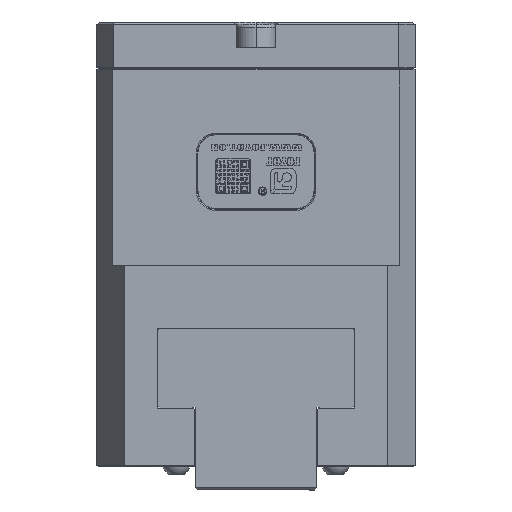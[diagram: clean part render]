
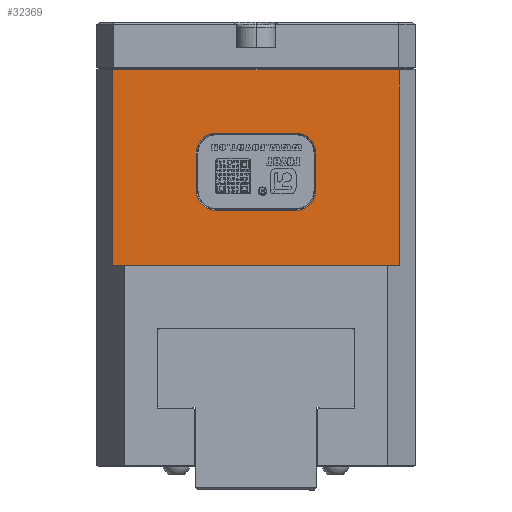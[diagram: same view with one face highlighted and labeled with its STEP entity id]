
A CAD part, left-side view. The second image highlights one B-rep face of the part: STEP entity #32369.
In plain terms, the highlighted planar face has unit normal (-1, 0, 0).
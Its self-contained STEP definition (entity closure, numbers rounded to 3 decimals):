
#236 = CARTESIAN_POINT ( 'NONE',  ( -58., -8.5, 54.75 ) ) ;
#913 = VECTOR ( 'NONE', #59108, 1000. ) ;
#1306 = CARTESIAN_POINT ( 'NONE',  ( -58., -8.5, 71.25 ) ) ;
#2802 = CARTESIAN_POINT ( 'NONE',  ( -58., -12.75, 85. ) ) ;
#3178 = LINE ( 'NONE', #43905, #81456 ) ;
#3474 = EDGE_CURVE ( 'NONE', #12798, #65249, #67606, .T. ) ;
#6461 = VERTEX_POINT ( 'NONE', #40362 ) ;
#8925 = EDGE_CURVE ( 'NONE', #62091, #90831, #13231, .T. ) ;
#10298 = EDGE_CURVE ( 'NONE', #90831, #20404, #25172, .T. ) ;
#10757 = VECTOR ( 'NONE', #89991, 1000. ) ;
#11525 = CARTESIAN_POINT ( 'NONE',  ( -58., 12.75, 85. ) ) ;
#12798 = VERTEX_POINT ( 'NONE', #82670 ) ;
#13231 = LINE ( 'NONE', #82127, #10757 ) ;
#13998 = CARTESIAN_POINT ( 'NONE',  ( -58., -8.5, 59. ) ) ;
#14812 = FACE_OUTER_BOUND ( 'NONE', #81890, .T. ) ;
#15329 = CARTESIAN_POINT ( 'NONE',  ( -58., 30.598, 84.75 ) ) ;
#16563 = CARTESIAN_POINT ( 'NONE',  ( -58., 12.75, 59. ) ) ;
#16851 = AXIS2_PLACEMENT_3D ( 'NONE', #46347, #77403, #54173 ) ;
#16865 = CARTESIAN_POINT ( 'NONE',  ( -58., -12.75, 59. ) ) ;
#16964 = DIRECTION ( 'NONE',  ( 1., 0., 0. ) ) ;
#17297 = FACE_BOUND ( 'NONE', #28775, .T. ) ;
#18335 = VERTEX_POINT ( 'NONE', #15329 ) ;
#19513 = DIRECTION ( 'NONE',  ( 0., 0., 1. ) ) ;
#19691 = LINE ( 'NONE', #11525, #58863 ) ;
#20404 = VERTEX_POINT ( 'NONE', #36723 ) ;
#20525 = LINE ( 'NONE', #82067, #80491 ) ;
#20602 = DIRECTION ( 'NONE',  ( 0., 1., 0. ) ) ;
#20753 = EDGE_CURVE ( 'NONE', #96352, #52245, #63257, .T. ) ;
#21835 = DIRECTION ( 'NONE',  ( 0., 0., -1. ) ) ;
#22179 = ORIENTED_EDGE ( 'NONE', *, *, #78979, .F. ) ;
#23783 = DIRECTION ( 'NONE',  ( 0., 1., 0. ) ) ;
#23814 = ORIENTED_EDGE ( 'NONE', *, *, #75460, .T. ) ;
#24716 = EDGE_CURVE ( 'NONE', #83304, #18335, #48202, .T. ) ;
#25172 = CIRCLE ( 'NONE', #78583, 4.25 ) ;
#26405 = DIRECTION ( 'NONE',  ( 0., 0., -1. ) ) ;
#27235 = DIRECTION ( 'NONE',  ( 0., 0., 1. ) ) ;
#28775 = EDGE_LOOP ( 'NONE', ( #56178, #52715, #95857, #72485, #91137, #69723, #77248, #39489 ) ) ;
#31676 = CARTESIAN_POINT ( 'NONE',  ( -58., -34., 43. ) ) ;
#32369 = ADVANCED_FACE ( 'NONE', ( #17297, #14812 ), #93116, .F. ) ;
#32469 = VECTOR ( 'NONE', #23783, 1000. ) ;
#33453 = DIRECTION ( 'NONE',  ( 1., 0., 0. ) ) ;
#35457 = EDGE_CURVE ( 'NONE', #6461, #62091, #54868, .T. ) ;
#36001 = DIRECTION ( 'NONE',  ( 1., 0., 0. ) ) ;
#36723 = CARTESIAN_POINT ( 'NONE',  ( -58., -12.75, 67. ) ) ;
#39489 = ORIENTED_EDGE ( 'NONE', *, *, #82351, .T. ) ;
#40362 = CARTESIAN_POINT ( 'NONE',  ( -58., 12.75, 67. ) ) ;
#43040 = ORIENTED_EDGE ( 'NONE', *, *, #98394, .F. ) ;
#43905 = CARTESIAN_POINT ( 'NONE',  ( -58., -34., 54.75 ) ) ;
#45137 = AXIS2_PLACEMENT_3D ( 'NONE', #80237, #33453, #88097 ) ;
#45653 = EDGE_CURVE ( 'NONE', #52245, #12798, #3178, .T. ) ;
#45733 = VECTOR ( 'NONE', #89295, 1000. ) ;
#46347 = CARTESIAN_POINT ( 'NONE',  ( -58., -34., 85. ) ) ;
#47268 = EDGE_CURVE ( 'NONE', #20404, #96352, #84823, .T. ) ;
#48202 = LINE ( 'NONE', #81444, #45733 ) ;
#48209 = VECTOR ( 'NONE', #26405, 1000. ) ;
#51141 = VERTEX_POINT ( 'NONE', #90627 ) ;
#51232 = CARTESIAN_POINT ( 'NONE',  ( -58., 30.598, 85. ) ) ;
#52245 = VERTEX_POINT ( 'NONE', #236 ) ;
#52597 = CARTESIAN_POINT ( 'NONE',  ( -58., -30.598, 84.75 ) ) ;
#52715 = ORIENTED_EDGE ( 'NONE', *, *, #8925, .T. ) ;
#54173 = DIRECTION ( 'NONE',  ( 0., 0., -1. ) ) ;
#54868 = CIRCLE ( 'NONE', #45137, 4.25 ) ;
#56178 = ORIENTED_EDGE ( 'NONE', *, *, #35457, .T. ) ;
#58863 = VECTOR ( 'NONE', #27235, 1000. ) ;
#59108 = DIRECTION ( 'NONE',  ( 0., 0., 1. ) ) ;
#62091 = VERTEX_POINT ( 'NONE', #68320 ) ;
#63257 = CIRCLE ( 'NONE', #64747, 4.25 ) ;
#63316 = LINE ( 'NONE', #51232, #913 ) ;
#63778 = CARTESIAN_POINT ( 'NONE',  ( -58., 8.5, 59. ) ) ;
#64747 = AXIS2_PLACEMENT_3D ( 'NONE', #13998, #68684, #21835 ) ;
#65249 = VERTEX_POINT ( 'NONE', #16563 ) ;
#65284 = VERTEX_POINT ( 'NONE', #65806 ) ;
#65806 = CARTESIAN_POINT ( 'NONE',  ( -58., 30.598, 43. ) ) ;
#67606 = CIRCLE ( 'NONE', #88804, 4.25 ) ;
#68320 = CARTESIAN_POINT ( 'NONE',  ( -58., 8.5, 71.25 ) ) ;
#68684 = DIRECTION ( 'NONE',  ( 1., 0., 0. ) ) ;
#69723 = ORIENTED_EDGE ( 'NONE', *, *, #45653, .T. ) ;
#71619 = DIRECTION ( 'NONE',  ( 0., 0., -1. ) ) ;
#72485 = ORIENTED_EDGE ( 'NONE', *, *, #47268, .T. ) ;
#72910 = ORIENTED_EDGE ( 'NONE', *, *, #24716, .T. ) ;
#74037 = LINE ( 'NONE', #31676, #32469 ) ;
#75460 = EDGE_CURVE ( 'NONE', #51141, #83304, #20525, .T. ) ;
#77248 = ORIENTED_EDGE ( 'NONE', *, *, #3474, .T. ) ;
#77403 = DIRECTION ( 'NONE',  ( 1., 0., 0. ) ) ;
#78583 = AXIS2_PLACEMENT_3D ( 'NONE', #82773, #36001, #90625 ) ;
#78979 = EDGE_CURVE ( 'NONE', #51141, #65284, #74037, .T. ) ;
#80237 = CARTESIAN_POINT ( 'NONE',  ( -58., 8.5, 67. ) ) ;
#80491 = VECTOR ( 'NONE', #19513, 1000. ) ;
#81444 = CARTESIAN_POINT ( 'NONE',  ( -58., 30.598, 84.75 ) ) ;
#81456 = VECTOR ( 'NONE', #20602, 1000. ) ;
#81890 = EDGE_LOOP ( 'NONE', ( #23814, #72910, #43040, #22179 ) ) ;
#82067 = CARTESIAN_POINT ( 'NONE',  ( -58., -30.598, 85. ) ) ;
#82127 = CARTESIAN_POINT ( 'NONE',  ( -58., -34., 71.25 ) ) ;
#82351 = EDGE_CURVE ( 'NONE', #65249, #6461, #19691, .T. ) ;
#82670 = CARTESIAN_POINT ( 'NONE',  ( -58., 8.5, 54.75 ) ) ;
#82773 = CARTESIAN_POINT ( 'NONE',  ( -58., -8.5, 67. ) ) ;
#83304 = VERTEX_POINT ( 'NONE', #52597 ) ;
#84823 = LINE ( 'NONE', #2802, #48209 ) ;
#88097 = DIRECTION ( 'NONE',  ( 0., 0., -1. ) ) ;
#88804 = AXIS2_PLACEMENT_3D ( 'NONE', #63778, #16964, #71619 ) ;
#89295 = DIRECTION ( 'NONE',  ( 0., 1., 0. ) ) ;
#89991 = DIRECTION ( 'NONE',  ( 0., -1., 0. ) ) ;
#90625 = DIRECTION ( 'NONE',  ( 0., 0., -1. ) ) ;
#90627 = CARTESIAN_POINT ( 'NONE',  ( -58., -30.598, 43. ) ) ;
#90831 = VERTEX_POINT ( 'NONE', #1306 ) ;
#91137 = ORIENTED_EDGE ( 'NONE', *, *, #20753, .T. ) ;
#93116 = PLANE ( 'NONE',  #16851 ) ;
#95857 = ORIENTED_EDGE ( 'NONE', *, *, #10298, .T. ) ;
#96352 = VERTEX_POINT ( 'NONE', #16865 ) ;
#98394 = EDGE_CURVE ( 'NONE', #65284, #18335, #63316, .T. ) ;
